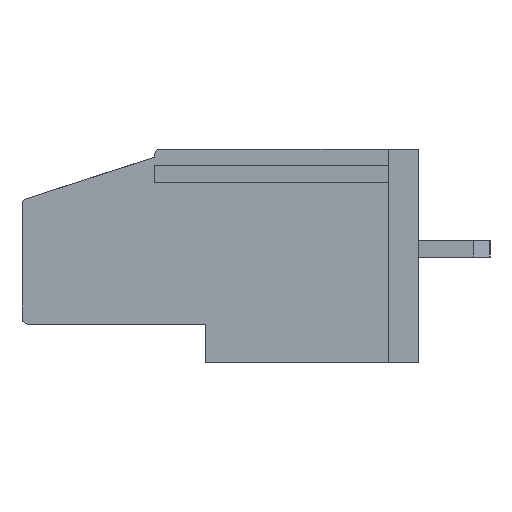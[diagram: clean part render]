
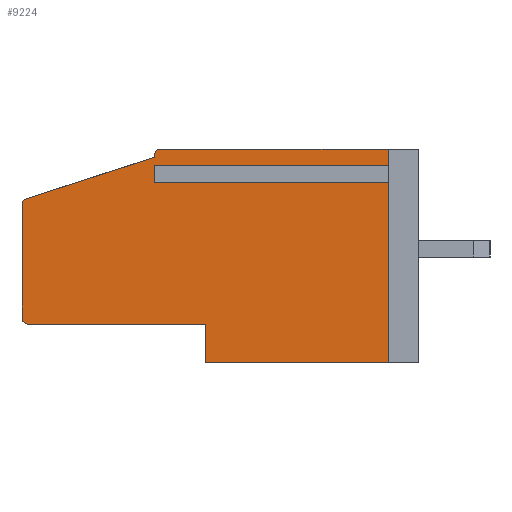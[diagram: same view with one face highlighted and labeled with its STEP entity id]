
A CAD part, left-side view. The second image highlights one B-rep face of the part: STEP entity #9224.
In plain terms, the highlighted planar face has unit normal (-1, 0, 0).
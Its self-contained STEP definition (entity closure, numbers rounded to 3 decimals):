
#125 = VECTOR ( 'NONE', #29599, 1000. ) ;
#215 = ORIENTED_EDGE ( 'NONE', *, *, #12327, .T. ) ;
#541 = LINE ( 'NONE', #33901, #25527 ) ;
#591 = EDGE_CURVE ( 'NONE', #2638, #25597, #32612, .T. ) ;
#699 = CARTESIAN_POINT ( 'NONE',  ( 0., 19.5, 10.5 ) ) ;
#1351 = PLANE ( 'NONE',  #13155 ) ;
#2638 = VERTEX_POINT ( 'NONE', #35295 ) ;
#2642 = VERTEX_POINT ( 'NONE', #35120 ) ;
#2909 = CARTESIAN_POINT ( 'NONE',  ( 0., 13., 10.1 ) ) ;
#2940 = DIRECTION ( 'NONE',  ( 0., -1., 0. ) ) ;
#3231 = CARTESIAN_POINT ( 'NONE',  ( 0., 19.5, 2.2 ) ) ;
#3577 = LINE ( 'NONE', #32003, #13130 ) ;
#3627 = CARTESIAN_POINT ( 'NONE',  ( 0., 10.5, 1.9 ) ) ;
#3763 = VECTOR ( 'NONE', #10806, 1000. ) ;
#4151 = LINE ( 'NONE', #13122, #125 ) ;
#4264 = DIRECTION ( 'NONE',  ( 1., 0., 0. ) ) ;
#4741 = DIRECTION ( 'NONE',  ( 0., 0., -1. ) ) ;
#4859 = CARTESIAN_POINT ( 'NONE',  ( 0., 19.5, 0. ) ) ;
#5084 = ORIENTED_EDGE ( 'NONE', *, *, #591, .F. ) ;
#5225 = CARTESIAN_POINT ( 'NONE',  ( 0., 1.5, 9.098 ) ) ;
#5670 = CARTESIAN_POINT ( 'NONE',  ( 0., 13., 9.098 ) ) ;
#5913 = CARTESIAN_POINT ( 'NONE',  ( 0., 13., 10.2 ) ) ;
#6238 = LINE ( 'NONE', #11729, #35458 ) ;
#6247 = VERTEX_POINT ( 'NONE', #27141 ) ;
#6387 = LINE ( 'NONE', #17600, #33524 ) ;
#6795 = ORIENTED_EDGE ( 'NONE', *, *, #11342, .T. ) ;
#7063 = CARTESIAN_POINT ( 'NONE',  ( 0., 12.7, 10.2 ) ) ;
#7304 = VERTEX_POINT ( 'NONE', #2909 ) ;
#7553 = EDGE_CURVE ( 'NONE', #6247, #15890, #11917, .T. ) ;
#7625 = LINE ( 'NONE', #4859, #8712 ) ;
#8022 = ORIENTED_EDGE ( 'NONE', *, *, #9734, .F. ) ;
#8712 = VECTOR ( 'NONE', #18802, 1000. ) ;
#8851 = EDGE_CURVE ( 'NONE', #9737, #27052, #3577, .T. ) ;
#9129 = CARTESIAN_POINT ( 'NONE',  ( 0., 19.5, 7.782 ) ) ;
#9224 = ADVANCED_FACE ( 'NONE', ( #26436 ), #1351, .F. ) ;
#9734 = EDGE_CURVE ( 'NONE', #7304, #15890, #541, .T. ) ;
#9737 = VERTEX_POINT ( 'NONE', #3627 ) ;
#10806 = DIRECTION ( 'NONE',  ( 0., 0., -1. ) ) ;
#10984 = LINE ( 'NONE', #28386, #14399 ) ;
#11342 = EDGE_CURVE ( 'NONE', #31222, #27052, #17335, .T. ) ;
#11387 = EDGE_LOOP ( 'NONE', ( #13976, #6795, #27468, #28506, #16489, #32889, #27973, #5084, #29892, #31947, #20097, #24960, #8022, #15075, #215 ) ) ;
#11729 = CARTESIAN_POINT ( 'NONE',  ( 0., 19.5, 10.5 ) ) ;
#11917 = CIRCLE ( 'NONE', #34780, 0.3 ) ;
#12327 = EDGE_CURVE ( 'NONE', #2642, #29234, #14139, .T. ) ;
#12513 = CARTESIAN_POINT ( 'NONE',  ( 0., 19.5, 10.5 ) ) ;
#12562 = DIRECTION ( 'NONE',  ( 0., 1., 0. ) ) ;
#12632 = EDGE_CURVE ( 'NONE', #34448, #21817, #18882, .T. ) ;
#12838 = EDGE_CURVE ( 'NONE', #2642, #7304, #30911, .T. ) ;
#13121 = EDGE_CURVE ( 'NONE', #22019, #22322, #6387, .T. ) ;
#13122 = CARTESIAN_POINT ( 'NONE',  ( 0., 13., 9.502 ) ) ;
#13130 = VECTOR ( 'NONE', #12562, 1000. ) ;
#13155 = AXIS2_PLACEMENT_3D ( 'NONE', #12513, #4264, #20219 ) ;
#13538 = CARTESIAN_POINT ( 'NONE',  ( 0., 1.5, 0. ) ) ;
#13812 = AXIS2_PLACEMENT_3D ( 'NONE', #27031, #24455, #21684 ) ;
#13976 = ORIENTED_EDGE ( 'NONE', *, *, #34853, .F. ) ;
#14139 = CIRCLE ( 'NONE', #35229, 0.3 ) ;
#14317 = DIRECTION ( 'NONE',  ( 0., -1., 0. ) ) ;
#14399 = VECTOR ( 'NONE', #20520, 1000. ) ;
#14429 = CARTESIAN_POINT ( 'NONE',  ( 0., 19.5, 8. ) ) ;
#14648 = EDGE_CURVE ( 'NONE', #29597, #22322, #7625, .T. ) ;
#15075 = ORIENTED_EDGE ( 'NONE', *, *, #12838, .F. ) ;
#15585 = VECTOR ( 'NONE', #2940, 1000. ) ;
#15890 = VERTEX_POINT ( 'NONE', #5913 ) ;
#16077 = VECTOR ( 'NONE', #22092, 1000. ) ;
#16489 = ORIENTED_EDGE ( 'NONE', *, *, #14648, .T. ) ;
#16590 = CARTESIAN_POINT ( 'NONE',  ( 0., 19.2, 1.9 ) ) ;
#16937 = EDGE_CURVE ( 'NONE', #2638, #21817, #4151, .T. ) ;
#17335 = CIRCLE ( 'NONE', #13812, 0.3 ) ;
#17407 = DIRECTION ( 'NONE',  ( 0., 0., 1. ) ) ;
#17600 = CARTESIAN_POINT ( 'NONE',  ( 0., 1.5, 10.5 ) ) ;
#17931 = CARTESIAN_POINT ( 'NONE',  ( 0., 1.5, 9.502 ) ) ;
#18802 = DIRECTION ( 'NONE',  ( 0., -1., 0. ) ) ;
#18882 = LINE ( 'NONE', #24726, #3763 ) ;
#19086 = LINE ( 'NONE', #5670, #15585 ) ;
#20097 = ORIENTED_EDGE ( 'NONE', *, *, #23701, .F. ) ;
#20219 = DIRECTION ( 'NONE',  ( 0., 0., -1. ) ) ;
#20520 = DIRECTION ( 'NONE',  ( 0., 0., 1. ) ) ;
#21684 = DIRECTION ( 'NONE',  ( 0., 0., -1. ) ) ;
#21817 = VERTEX_POINT ( 'NONE', #17931 ) ;
#22019 = VERTEX_POINT ( 'NONE', #5225 ) ;
#22046 = CARTESIAN_POINT ( 'NONE',  ( 0., 10.5, 0. ) ) ;
#22092 = DIRECTION ( 'NONE',  ( 0., -0.952, 0.307 ) ) ;
#22322 = VERTEX_POINT ( 'NONE', #13538 ) ;
#23701 = EDGE_CURVE ( 'NONE', #6247, #34448, #6238, .T. ) ;
#24455 = DIRECTION ( 'NONE',  ( -1., 0., 0. ) ) ;
#24557 = CARTESIAN_POINT ( 'NONE',  ( 0., 1.5, 10.5 ) ) ;
#24726 = CARTESIAN_POINT ( 'NONE',  ( 0., 1.5, 10.5 ) ) ;
#24960 = ORIENTED_EDGE ( 'NONE', *, *, #7553, .T. ) ;
#25527 = VECTOR ( 'NONE', #17407, 1000. ) ;
#25597 = VERTEX_POINT ( 'NONE', #35195 ) ;
#25924 = DIRECTION ( 'NONE',  ( -1., 0., 0. ) ) ;
#26436 = FACE_OUTER_BOUND ( 'NONE', #11387, .T. ) ;
#26979 = CARTESIAN_POINT ( 'NONE',  ( 0., 19.2, 7.782 ) ) ;
#27031 = CARTESIAN_POINT ( 'NONE',  ( 0., 19.2, 2.2 ) ) ;
#27052 = VERTEX_POINT ( 'NONE', #16590 ) ;
#27141 = CARTESIAN_POINT ( 'NONE',  ( 0., 12.7, 10.5 ) ) ;
#27468 = ORIENTED_EDGE ( 'NONE', *, *, #8851, .F. ) ;
#27973 = ORIENTED_EDGE ( 'NONE', *, *, #35413, .F. ) ;
#28386 = CARTESIAN_POINT ( 'NONE',  ( 0., 10.5, 1.9 ) ) ;
#28506 = ORIENTED_EDGE ( 'NONE', *, *, #35457, .F. ) ;
#28748 = DIRECTION ( 'NONE',  ( 0., 0., -1. ) ) ;
#29186 = DIRECTION ( 'NONE',  ( -1., 0., 0. ) ) ;
#29234 = VERTEX_POINT ( 'NONE', #9129 ) ;
#29597 = VERTEX_POINT ( 'NONE', #22046 ) ;
#29599 = DIRECTION ( 'NONE',  ( 0., -1., 0. ) ) ;
#29892 = ORIENTED_EDGE ( 'NONE', *, *, #16937, .T. ) ;
#30911 = LINE ( 'NONE', #14429, #16077 ) ;
#31100 = LINE ( 'NONE', #699, #36122 ) ;
#31222 = VERTEX_POINT ( 'NONE', #3231 ) ;
#31624 = DIRECTION ( 'NONE',  ( 0., 0., -1. ) ) ;
#31947 = ORIENTED_EDGE ( 'NONE', *, *, #12632, .F. ) ;
#32003 = CARTESIAN_POINT ( 'NONE',  ( 0., 19.5, 1.9 ) ) ;
#32139 = VECTOR ( 'NONE', #4741, 1000. ) ;
#32261 = CARTESIAN_POINT ( 'NONE',  ( 0., 13., 9.502 ) ) ;
#32612 = LINE ( 'NONE', #32261, #32139 ) ;
#32889 = ORIENTED_EDGE ( 'NONE', *, *, #13121, .F. ) ;
#33504 = DIRECTION ( 'NONE',  ( 0., 0., 1. ) ) ;
#33524 = VECTOR ( 'NONE', #28748, 1000. ) ;
#33901 = CARTESIAN_POINT ( 'NONE',  ( 0., 13., 10.1 ) ) ;
#34448 = VERTEX_POINT ( 'NONE', #24557 ) ;
#34780 = AXIS2_PLACEMENT_3D ( 'NONE', #7063, #25924, #31624 ) ;
#34853 = EDGE_CURVE ( 'NONE', #31222, #29234, #31100, .T. ) ;
#35076 = DIRECTION ( 'NONE',  ( 0., 0., -1. ) ) ;
#35120 = CARTESIAN_POINT ( 'NONE',  ( 0., 19.292, 8.067 ) ) ;
#35195 = CARTESIAN_POINT ( 'NONE',  ( 0., 13., 9.098 ) ) ;
#35229 = AXIS2_PLACEMENT_3D ( 'NONE', #26979, #29186, #35076 ) ;
#35295 = CARTESIAN_POINT ( 'NONE',  ( 0., 13., 9.502 ) ) ;
#35413 = EDGE_CURVE ( 'NONE', #25597, #22019, #19086, .T. ) ;
#35457 = EDGE_CURVE ( 'NONE', #29597, #9737, #10984, .T. ) ;
#35458 = VECTOR ( 'NONE', #14317, 1000. ) ;
#36122 = VECTOR ( 'NONE', #33504, 1000. ) ;
